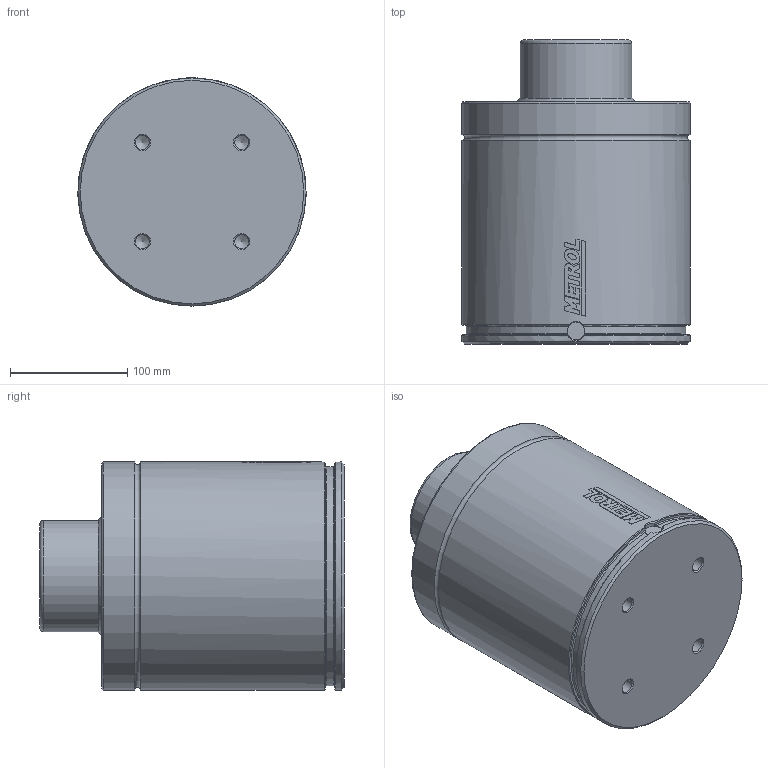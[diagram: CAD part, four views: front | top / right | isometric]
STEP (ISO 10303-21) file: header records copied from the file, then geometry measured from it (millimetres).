
FILE_DESCRIPTION (( 'STEP AP214' ), '1' );
FILE_NAME ('ISNG10000-050.step', '2019-03-19T08:02:27', ( '' ), ( '' ), 'SwSTEP 2.0', 'SolidWorks 2014', '' );
FILE_SCHEMA (( 'AUTOMOTIVE_DESIGN' ));
Length unit declared in the file: millimetre
Products named in the file (3): ISNG10000 Piston_ISNG-10000-50; ISNG10000 Body_ISNG10000-050; ISNG10000-050
Assembly tree (2 placements, depth 2):
  ISNG10000-050
    ISNG10000 Body_ISNG10000-050
    ISNG10000 Piston_ISNG-10000-50
Bounding box: 195 x 260 x 195.1 mm (x, y, z)
Volume: 5971014.6 mm3; surface area: 283790.4 mm2
Topology: 7 solids, 7 shells, 116 faces, 265 edges, 171 vertices
Faces by surface type: plane 36, bspline 31, cylinder 28, cone 14, torus 7
Full cylindrical faces by diameter (mm): 12 x4, 15 x1, 16 x1, 95 x2, 115 x2, 149 x1, 149.1 x1, 160.9 x1, 161 x1, 195 x3
Entity records: 7538 total; most frequent: CARTESIAN_POINT 5172, ORIENTED_EDGE 442, DIRECTION 372, EDGE_CURVE 221, EDGE_LOOP 164, VERTEX_POINT 163, AXIS2_PLACEMENT_3D 141, FACE_OUTER_BOUND 140
